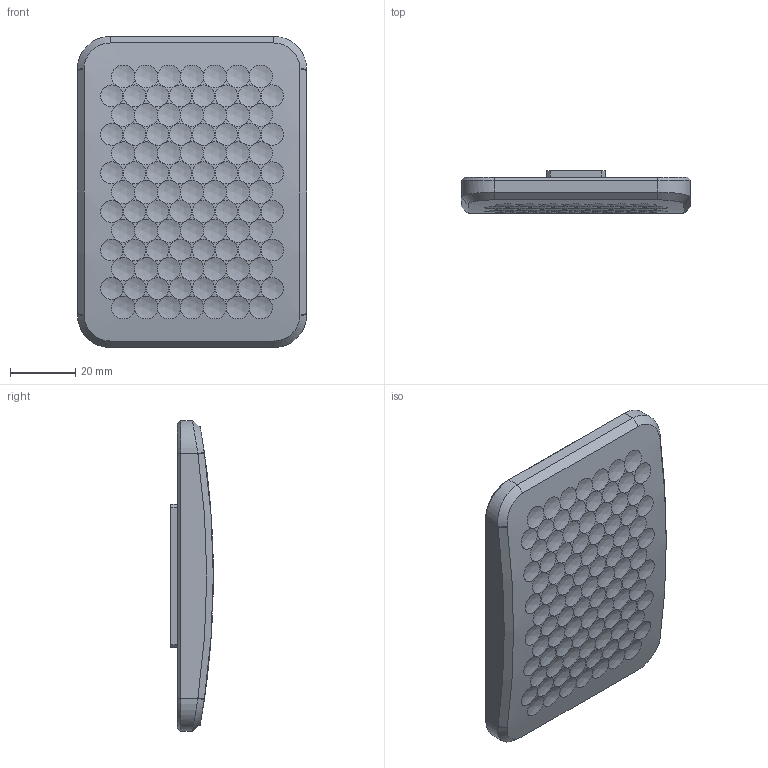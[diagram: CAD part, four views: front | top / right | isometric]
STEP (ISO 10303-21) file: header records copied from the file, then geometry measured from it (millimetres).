
FILE_DESCRIPTION(/* description */ (''),/* implementation_level */ '2;1');
FILE_NAME(/* name */ 'pedal face v1.step',/* time_stamp */ '2023-04-28T12:33:08+03:00',/* author */ (''),/* organization */ (''),/* preprocessor_version */ 'ST-DEVELOPER v19.2',/* originating_system */ 'Autodesk Translation Framework v12.4.0.73',/* authorisation */ '');
FILE_SCHEMA (('AUTOMOTIVE_DESIGN { 1 0 10303 214 3 1 1 }'));
Length unit declared in the file: millimetre
Products named in the file (1): pedal face
Bounding box: 70 x 13 x 95 mm (x, y, z)
Volume: 61782.6 mm3; surface area: 16155.7 mm2
Topology: 1 solids, 5 shells, 272 faces, 764 edges, 502 vertices
Faces by surface type: cylinder 125, sphere 97, plane 26, cone 16, bspline 8
Full cylindrical faces by diameter (mm): 5 x2, 5.035 x2, 6 x2
Entity records: 12573 total; most frequent: CARTESIAN_POINT 6216, ORIENTED_EDGE 1512, DIRECTION 1090, EDGE_CURVE 756, AXIS2_PLACEMENT_3D 505, VERTEX_POINT 502, B_SPLINE_CURVE_WITH_KNOTS 436, EDGE_LOOP 280
